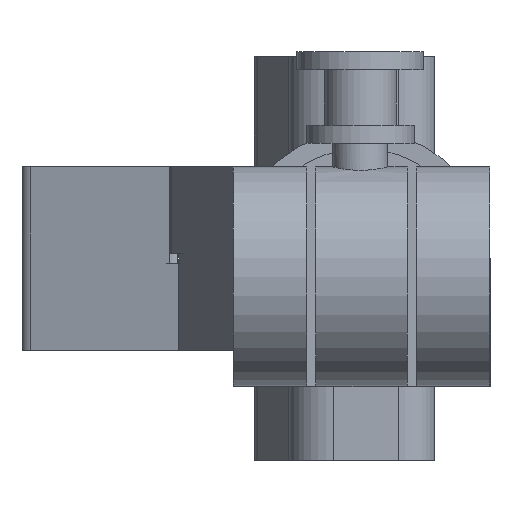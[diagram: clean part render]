
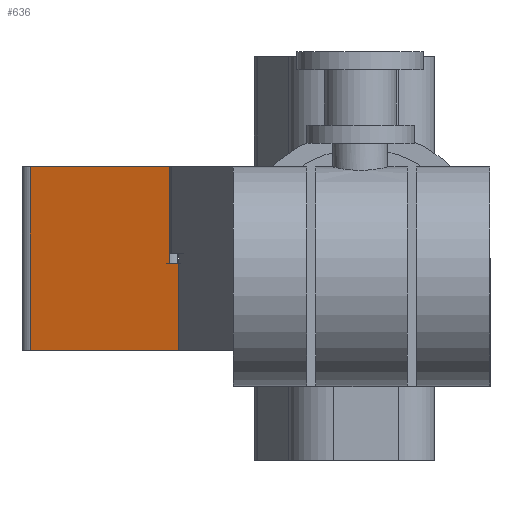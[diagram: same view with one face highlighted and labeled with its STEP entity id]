
A CAD part, left-side view. The second image highlights one B-rep face of the part: STEP entity #636.
In plain terms, the highlighted face is planar.
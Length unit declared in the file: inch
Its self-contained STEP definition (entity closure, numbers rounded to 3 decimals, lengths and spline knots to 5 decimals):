
#501 = VECTOR ( 'NONE', #3029, 39.37008 ) ;
#628 = CARTESIAN_POINT ( 'NONE',  ( -0.3241, 0.06164, 0.24988 ) ) ;
#636 = ADVANCED_FACE ( 'NONE', ( #5842 ), #3516, .T. ) ;
#668 = LINE ( 'NONE', #2962, #927 ) ;
#724 = EDGE_LOOP ( 'NONE', ( #4593, #766, #1727, #755, #5817, #3537 ) ) ;
#755 = ORIENTED_EDGE ( 'NONE', *, *, #6664, .T. ) ;
#766 = ORIENTED_EDGE ( 'NONE', *, *, #6872, .F. ) ;
#806 = DIRECTION ( 'NONE',  ( 1., 0., 0. ) ) ;
#905 = CARTESIAN_POINT ( 'NONE',  ( -0.3241, 0.06164, 0.24988 ) ) ;
#927 = VECTOR ( 'NONE', #5277, 39.37008 ) ;
#945 = AXIS2_PLACEMENT_3D ( 'NONE', #2912, #1760, #4617 ) ;
#1356 = VERTEX_POINT ( 'NONE', #3699 ) ;
#1436 = VECTOR ( 'NONE', #806, 39.37008 ) ;
#1727 = ORIENTED_EDGE ( 'NONE', *, *, #6777, .F. ) ;
#1745 = VERTEX_POINT ( 'NONE', #4560 ) ;
#1760 = DIRECTION ( 'NONE',  ( 0., 0.999, -0.044 ) ) ;
#1875 = CARTESIAN_POINT ( 'NONE',  ( -0.6174, 0.03856, -0.27992 ) ) ;
#1936 = CARTESIAN_POINT ( 'NONE',  ( 0., 0.03856, -0.27992 ) ) ;
#2307 = EDGE_CURVE ( 'NONE', #1356, #4286, #668, .T. ) ;
#2416 = DIRECTION ( 'NONE',  ( 0., -0.044, -0.999 ) ) ;
#2595 = LINE ( 'NONE', #1875, #1436 ) ;
#2912 = CARTESIAN_POINT ( 'NONE',  ( -0.6174, 0.06164, 0.24988 ) ) ;
#2962 = CARTESIAN_POINT ( 'NONE',  ( -0.6174, 0.06164, 0.24988 ) ) ;
#3029 = DIRECTION ( 'NONE',  ( -1., 0., 0. ) ) ;
#3305 = VECTOR ( 'NONE', #2416, 39.37008 ) ;
#3355 = DIRECTION ( 'NONE',  ( 0., 0.044, 0.999 ) ) ;
#3516 = PLANE ( 'NONE',  #945 ) ;
#3537 = ORIENTED_EDGE ( 'NONE', *, *, #6148, .T. ) ;
#3699 = CARTESIAN_POINT ( 'NONE',  ( -0.6174, 0.06164, 0.24988 ) ) ;
#3844 = CARTESIAN_POINT ( 'NONE',  ( 0., 0.05962, 0.20352 ) ) ;
#3868 = VERTEX_POINT ( 'NONE', #3844 ) ;
#3887 = LINE ( 'NONE', #7402, #6906 ) ;
#4115 = VERTEX_POINT ( 'NONE', #4750 ) ;
#4152 = VERTEX_POINT ( 'NONE', #1936 ) ;
#4286 = VERTEX_POINT ( 'NONE', #905 ) ;
#4560 = CARTESIAN_POINT ( 'NONE',  ( -0.3241, 0.05962, 0.20352 ) ) ;
#4593 = ORIENTED_EDGE ( 'NONE', *, *, #6306, .F. ) ;
#4617 = DIRECTION ( 'NONE',  ( 0., 0.044, 0.999 ) ) ;
#4693 = LINE ( 'NONE', #628, #3305 ) ;
#4750 = CARTESIAN_POINT ( 'NONE',  ( -0.6174, 0.03856, -0.27992 ) ) ;
#5077 = VECTOR ( 'NONE', #6449, 39.37008 ) ;
#5277 = DIRECTION ( 'NONE',  ( 1., 0., 0. ) ) ;
#5344 = CARTESIAN_POINT ( 'NONE',  ( -0.3241, 0.05962, 0.20352 ) ) ;
#5761 = CARTESIAN_POINT ( 'NONE',  ( -0.6174, 0.06164, 0.24988 ) ) ;
#5817 = ORIENTED_EDGE ( 'NONE', *, *, #2307, .T. ) ;
#5842 = FACE_OUTER_BOUND ( 'NONE', #724, .T. ) ;
#5874 = LINE ( 'NONE', #5761, #5077 ) ;
#6082 = LINE ( 'NONE', #5344, #501 ) ;
#6148 = EDGE_CURVE ( 'NONE', #4286, #1745, #4693, .T. ) ;
#6306 = EDGE_CURVE ( 'NONE', #3868, #1745, #6082, .T. ) ;
#6449 = DIRECTION ( 'NONE',  ( 0., 0.044, 0.999 ) ) ;
#6664 = EDGE_CURVE ( 'NONE', #4115, #1356, #5874, .T. ) ;
#6777 = EDGE_CURVE ( 'NONE', #4115, #4152, #2595, .T. ) ;
#6872 = EDGE_CURVE ( 'NONE', #4152, #3868, #3887, .T. ) ;
#6906 = VECTOR ( 'NONE', #3355, 39.37008 ) ;
#7402 = CARTESIAN_POINT ( 'NONE',  ( 0., 0.06164, 0.24988 ) ) ;
